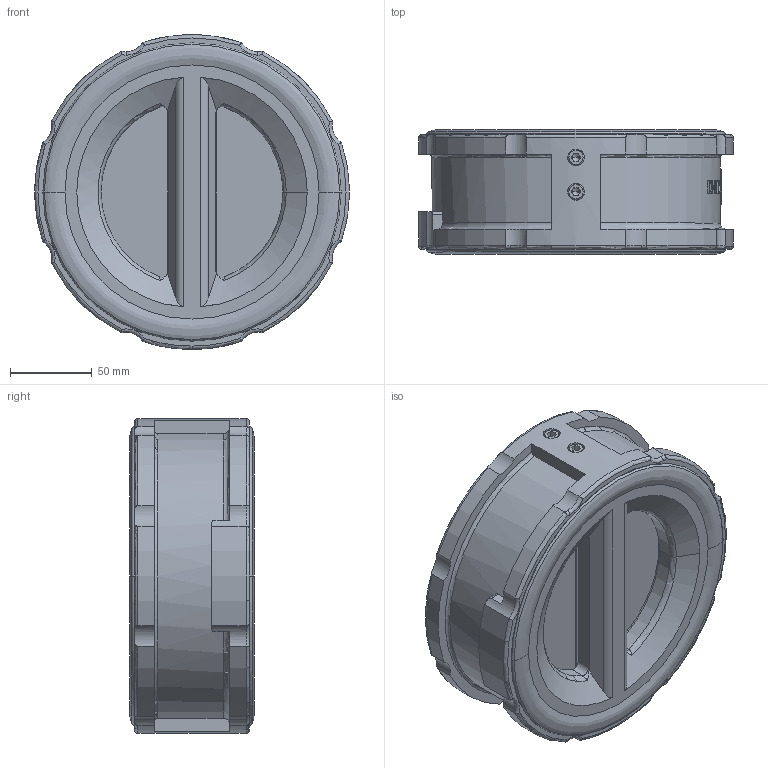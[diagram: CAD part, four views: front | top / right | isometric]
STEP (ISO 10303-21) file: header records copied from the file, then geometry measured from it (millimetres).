
FILE_DESCRIPTION (( 'STEP AP214' ), '1' );
FILE_NAME ('125·§Ìå.STEP', '2018-02-08T03:32:30', ( 'User' ), ( 'china' ), 'SwSTEP 2.0', 'SolidWorks 2012', '' );
FILE_SCHEMA (( 'AUTOMOTIVE_DESIGN' ));
Length unit declared in the file: millimetre
Products named in the file (1): 125概极
Bounding box: 192 x 76 x 192 mm (x, y, z)
Volume: 1035243.8 mm3; surface area: 178908.3 mm2
Topology: 5 solids, 10 shells, 604 faces, 1524 edges, 964 vertices
Faces by surface type: plane 239, cylinder 200, torus 64, bspline 64, cone 37
Entity records: 42993 total; most frequent: CARTESIAN_POINT 28806, ORIENTED_EDGE 3032, DIRECTION 2804, EDGE_CURVE 1516, AXIS2_PLACEMENT_3D 1105, VERTEX_POINT 964, EDGE_LOOP 672, FACE_OUTER_BOUND 604
